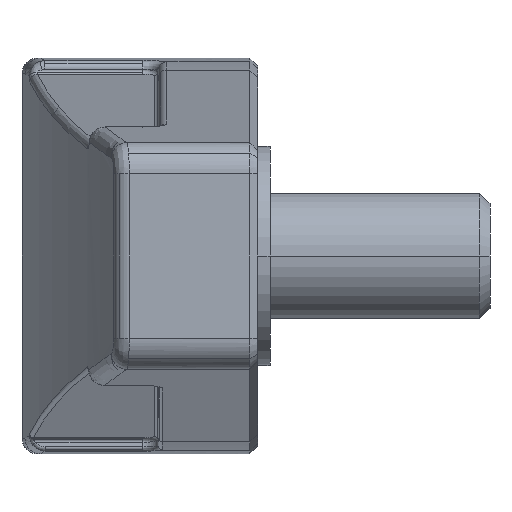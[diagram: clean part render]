
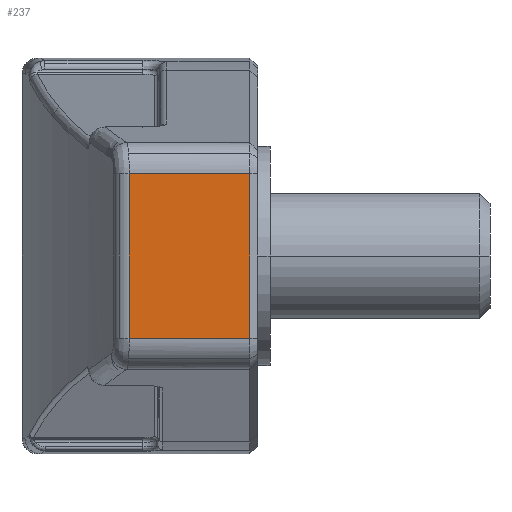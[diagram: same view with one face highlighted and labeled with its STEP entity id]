
A CAD part, left-side view. The second image highlights one B-rep face of the part: STEP entity #237.
In plain terms, the highlighted planar face has unit normal (-1, 0, 0).
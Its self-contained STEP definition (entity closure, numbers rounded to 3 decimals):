
#237=ADVANCED_FACE('',(#661),#662,.T.);
#661=FACE_OUTER_BOUND('',#4318,.T.);
#662=PLANE('',#4319);
#4318=EDGE_LOOP('',(#6560,#6561,#6562,#6563));
#4319=AXIS2_PLACEMENT_3D('',#6564,#6565,#6566);
#6560=ORIENTED_EDGE('',*,*,#7367,.F.);
#6561=ORIENTED_EDGE('',*,*,#6897,.F.);
#6562=ORIENTED_EDGE('',*,*,#7381,.F.);
#6563=ORIENTED_EDGE('',*,*,#6901,.F.);
#6564=CARTESIAN_POINT('',(-65.0,0.8,0.0));
#6565=DIRECTION('',(-1.0,0.,0.0));
#6566=DIRECTION('',(0.0,0.0,1.0));
#6897=EDGE_CURVE('',#7485,#7487,#7488,.T.);
#6901=EDGE_CURVE('',#7493,#7495,#7496,.T.);
#7367=EDGE_CURVE('',#7487,#7493,#8248,.T.);
#7381=EDGE_CURVE('',#7495,#7485,#8265,.T.);
#7485=VERTEX_POINT('',#8422);
#7487=VERTEX_POINT('',#8433);
#7488=LINE('',#8434,#8435);
#7493=VERTEX_POINT('',#8441);
#7495=VERTEX_POINT('',#8443);
#7496=LINE('',#8444,#8445);
#8248=LINE('',#10195,#10196);
#8265=LINE('',#10229,#10230);
#8422=CARTESIAN_POINT('',(-65.0,8.97,5.233));
#8433=CARTESIAN_POINT('',(-65.0,1.3,5.233));
#8434=CARTESIAN_POINT('',(-65.0,0.8,5.233));
#8435=VECTOR('',#10383,10.0);
#8441=CARTESIAN_POINT('',(-65.0,1.3,-5.233));
#8443=CARTESIAN_POINT('',(-65.0,8.97,-5.233));
#8444=CARTESIAN_POINT('',(-65.0,0.8,-5.233));
#8445=VECTOR('',#10391,10.0);
#10195=CARTESIAN_POINT('',(-65.0,1.3,0.0));
#10196=VECTOR('',#11184,10.0);
#10229=CARTESIAN_POINT('',(-65.0,8.97,0.0));
#10230=VECTOR('',#11207,10.0);
#10383=DIRECTION('',(0.,-1.0,0.));
#10391=DIRECTION('',(0.,1.0,0.));
#11184=DIRECTION('',(-0.0,-0.0,-1.0));
#11207=DIRECTION('',(0.0,0.0,1.0));
